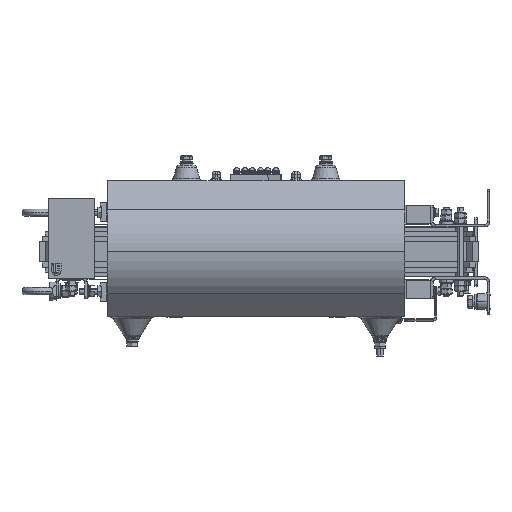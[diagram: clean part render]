
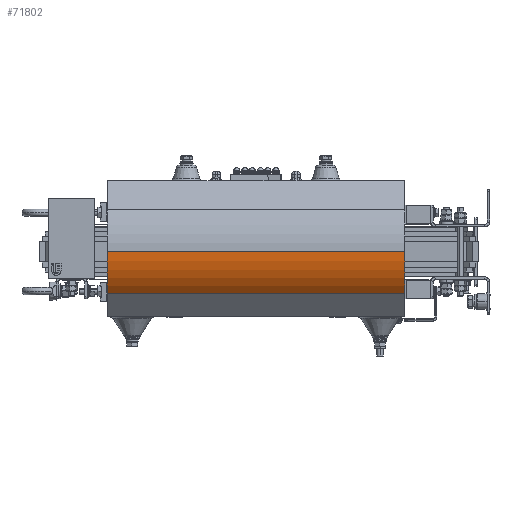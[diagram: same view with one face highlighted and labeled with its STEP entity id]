
A CAD part, left-side view. The second image highlights one B-rep face of the part: STEP entity #71802.
In plain terms, the highlighted cylindrical face has radius 100 mm (diameter 200 mm), a partial arc.
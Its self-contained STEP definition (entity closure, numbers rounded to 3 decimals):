
#4924 = CARTESIAN_POINT ( 'NONE',  ( -222., 244.5, 0. ) ) ;
#4964 = DIRECTION ( 'NONE',  ( 1., 0., 0. ) ) ;
#4980 = DIRECTION ( 'NONE',  ( 0., -1., 0. ) ) ;
#5061 = CARTESIAN_POINT ( 'NONE',  ( -322., -235.5, 0. ) ) ;
#5077 = DIRECTION ( 'NONE',  ( 0., 1., 0. ) ) ;
#5083 = CARTESIAN_POINT ( 'NONE',  ( -222., -235.5, 0. ) ) ;
#5090 = DIRECTION ( 'NONE',  ( 0., -1., 0. ) ) ;
#5108 = CARTESIAN_POINT ( 'NONE',  ( -296.294, -235.5, -66.936 ) ) ;
#5124 = DIRECTION ( 'NONE',  ( 1., 0., 0. ) ) ;
#5155 = DIRECTION ( 'NONE',  ( 0., 1., 0. ) ) ;
#12640 = AXIS2_PLACEMENT_3D ( 'NONE', #17118, #17158, #17116 ) ;
#17116 = DIRECTION ( 'NONE',  ( -1., 0., 0. ) ) ;
#17118 = CARTESIAN_POINT ( 'NONE',  ( -222., -235.5, 0. ) ) ;
#17158 = DIRECTION ( 'NONE',  ( 0., 1., 0. ) ) ;
#19274 = CYLINDRICAL_SURFACE ( 'NONE', #12640, 100. ) ;
#19278 = FACE_OUTER_BOUND ( 'NONE', #105732, .T. ) ;
#40490 = ORIENTED_EDGE ( 'NONE', *, *, #42335, .T. ) ;
#40544 = ORIENTED_EDGE ( 'NONE', *, *, #42359, .F. ) ;
#40594 = ORIENTED_EDGE ( 'NONE', *, *, #42275, .T. ) ;
#40619 = ORIENTED_EDGE ( 'NONE', *, *, #42344, .F. ) ;
#42275 = EDGE_CURVE ( 'NONE', #73744, #73714, #48734, .T. ) ;
#42335 = EDGE_CURVE ( 'NONE', #73641, #73744, #48795, .T. ) ;
#42344 = EDGE_CURVE ( 'NONE', #73641, #73615, #48798, .T. ) ;
#42359 = EDGE_CURVE ( 'NONE', #73615, #73714, #48832, .T. ) ;
#48734 = CIRCLE ( 'NONE', #67064, 100. ) ;
#48779 = VECTOR ( 'NONE', #5077, 1000. ) ;
#48795 = LINE ( 'NONE', #5061, #48779 ) ;
#48798 = CIRCLE ( 'NONE', #67042, 100. ) ;
#48823 = VECTOR ( 'NONE', #5155, 1000. ) ;
#48832 = LINE ( 'NONE', #5108, #48823 ) ;
#67042 = AXIS2_PLACEMENT_3D ( 'NONE', #5083, #5090, #5124 ) ;
#67064 = AXIS2_PLACEMENT_3D ( 'NONE', #4924, #4980, #4964 ) ;
#71802 = ADVANCED_FACE ( 'NONE', ( #19278 ), #19274, .T. ) ;
#73615 = VERTEX_POINT ( 'NONE', #75752 ) ;
#73641 = VERTEX_POINT ( 'NONE', #75826 ) ;
#73714 = VERTEX_POINT ( 'NONE', #75839 ) ;
#73744 = VERTEX_POINT ( 'NONE', #75872 ) ;
#75752 = CARTESIAN_POINT ( 'NONE',  ( -296.294, -235.5, -66.936 ) ) ;
#75826 = CARTESIAN_POINT ( 'NONE',  ( -322., -235.5, 0. ) ) ;
#75839 = CARTESIAN_POINT ( 'NONE',  ( -296.294, 244.5, -66.936 ) ) ;
#75872 = CARTESIAN_POINT ( 'NONE',  ( -322., 244.5, 0. ) ) ;
#105732 = EDGE_LOOP ( 'NONE', ( #40619, #40490, #40594, #40544 ) ) ;
